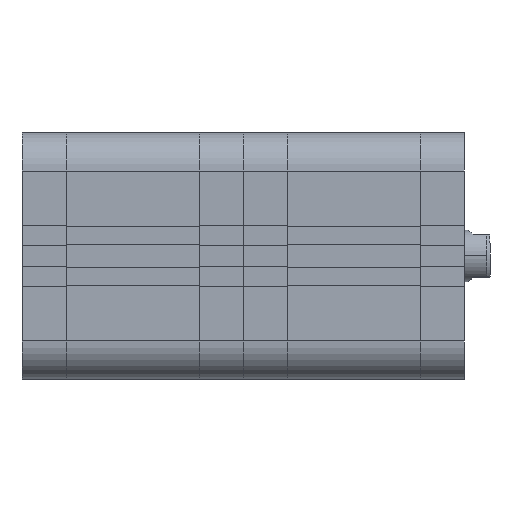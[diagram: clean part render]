
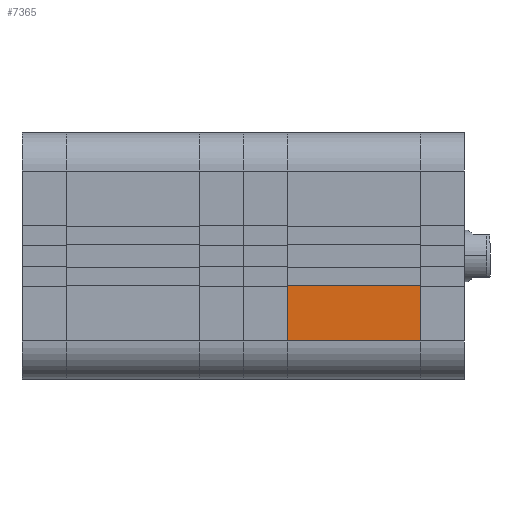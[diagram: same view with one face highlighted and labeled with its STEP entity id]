
A CAD part, front view. The second image highlights one B-rep face of the part: STEP entity #7365.
In plain terms, the highlighted planar face has unit normal (0, -1, 0).
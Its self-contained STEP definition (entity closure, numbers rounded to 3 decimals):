
#429 = VERTEX_POINT ( 'NONE', #5811 ) ;
#3924 = VECTOR ( 'NONE', #33986, 1000. ) ;
#4587 = DIRECTION ( 'NONE',  ( 0., 0., -1. ) ) ;
#4641 = VECTOR ( 'NONE', #25074, 1000. ) ;
#5811 = CARTESIAN_POINT ( 'NONE',  ( 41.5, -38.5, -26.5 ) ) ;
#6795 = AXIS2_PLACEMENT_3D ( 'NONE', #15536, #26895, #20919 ) ;
#7365 = ADVANCED_FACE ( 'NONE', ( #35584 ), #23811, .F. ) ;
#7832 = LINE ( 'NONE', #13406, #10603 ) ;
#8775 = CARTESIAN_POINT ( 'NONE',  ( 41.5, -38.5, -9.3 ) ) ;
#8963 = ORIENTED_EDGE ( 'NONE', *, *, #30673, .T. ) ;
#9685 = CARTESIAN_POINT ( 'NONE',  ( 0., -38.5, -9.3 ) ) ;
#10603 = VECTOR ( 'NONE', #4587, 1000. ) ;
#10865 = LINE ( 'NONE', #19483, #4641 ) ;
#11278 = ORIENTED_EDGE ( 'NONE', *, *, #26469, .T. ) ;
#13406 = CARTESIAN_POINT ( 'NONE',  ( 0., -38.5, -38.5 ) ) ;
#13980 = VECTOR ( 'NONE', #35113, 1000. ) ;
#14523 = LINE ( 'NONE', #15084, #13980 ) ;
#14700 = VERTEX_POINT ( 'NONE', #26696 ) ;
#15084 = CARTESIAN_POINT ( 'NONE',  ( 41.5, -38.5, -38.5 ) ) ;
#15536 = CARTESIAN_POINT ( 'NONE',  ( 41.5, -38.5, -38.5 ) ) ;
#17673 = ORIENTED_EDGE ( 'NONE', *, *, #35054, .F. ) ;
#19483 = CARTESIAN_POINT ( 'NONE',  ( 41.5, -38.5, -26.5 ) ) ;
#20919 = DIRECTION ( 'NONE',  ( 0., 0., 1. ) ) ;
#23811 = PLANE ( 'NONE',  #6795 ) ;
#25074 = DIRECTION ( 'NONE',  ( 1., 0., 0. ) ) ;
#25488 = LINE ( 'NONE', #36492, #3924 ) ;
#26469 = EDGE_CURVE ( 'NONE', #32739, #14700, #7832, .T. ) ;
#26696 = CARTESIAN_POINT ( 'NONE',  ( 0., -38.5, -26.5 ) ) ;
#26895 = DIRECTION ( 'NONE',  ( 0., 1., 0. ) ) ;
#27550 = EDGE_LOOP ( 'NONE', ( #28933, #11278, #8963, #17673 ) ) ;
#28126 = EDGE_CURVE ( 'NONE', #28172, #32739, #25488, .T. ) ;
#28172 = VERTEX_POINT ( 'NONE', #8775 ) ;
#28933 = ORIENTED_EDGE ( 'NONE', *, *, #28126, .T. ) ;
#30673 = EDGE_CURVE ( 'NONE', #14700, #429, #10865, .T. ) ;
#32739 = VERTEX_POINT ( 'NONE', #9685 ) ;
#33986 = DIRECTION ( 'NONE',  ( -1., 0., 0. ) ) ;
#35054 = EDGE_CURVE ( 'NONE', #28172, #429, #14523, .T. ) ;
#35113 = DIRECTION ( 'NONE',  ( 0., 0., -1. ) ) ;
#35584 = FACE_OUTER_BOUND ( 'NONE', #27550, .T. ) ;
#36492 = CARTESIAN_POINT ( 'NONE',  ( 41.501, -38.5, -9.3 ) ) ;
